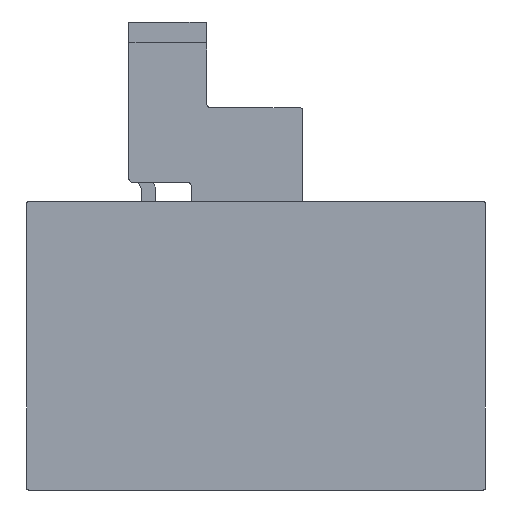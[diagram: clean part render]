
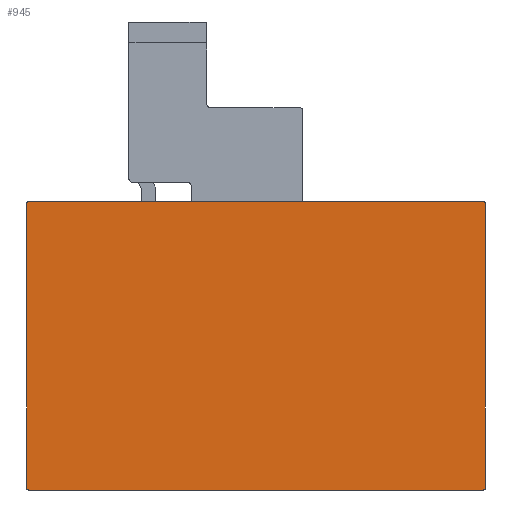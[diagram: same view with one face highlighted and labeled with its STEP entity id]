
A CAD part, front view. The second image highlights one B-rep face of the part: STEP entity #945.
In plain terms, the highlighted planar face has unit normal (0, -1, 0).
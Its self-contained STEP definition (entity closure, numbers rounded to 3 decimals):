
#14=CARTESIAN_POINT('',(-59.85,0.,-35.21));
#15=DIRECTION('',(0.,-1.,0.));
#16=DIRECTION('',(-1.,0.,0.));
#17=AXIS2_PLACEMENT_3D('',#14,#15,#16);
#19=DIRECTION('',(0.,0.,1.));
#20=VECTOR('',#19,74.8);
#21=CARTESIAN_POINT('',(-60.35,0.,-35.21));
#22=LINE('',#21,#20);
#23=CARTESIAN_POINT('',(-59.85,0.,39.59));
#24=DIRECTION('',(0.,-1.,0.));
#25=DIRECTION('',(0.,0.,1.));
#26=AXIS2_PLACEMENT_3D('',#23,#24,#25);
#28=DIRECTION('',(1.,0.,0.));
#29=VECTOR('',#28,119.7);
#30=CARTESIAN_POINT('',(-59.85,0.,40.09));
#31=LINE('',#30,#29);
#32=CARTESIAN_POINT('',(59.85,0.,39.59));
#33=DIRECTION('',(0.,-1.,0.));
#34=DIRECTION('',(1.,0.,0.));
#35=AXIS2_PLACEMENT_3D('',#32,#33,#34);
#37=DIRECTION('',(0.,0.,-1.));
#38=VECTOR('',#37,74.8);
#39=CARTESIAN_POINT('',(60.35,0.,39.59));
#40=LINE('',#39,#38);
#41=CARTESIAN_POINT('',(59.85,0.,-35.21));
#42=DIRECTION('',(0.,-1.,0.));
#43=DIRECTION('',(0.,0.,-1.));
#44=AXIS2_PLACEMENT_3D('',#41,#42,#43);
#46=DIRECTION('',(-1.,0.,0.));
#47=VECTOR('',#46,119.7);
#48=CARTESIAN_POINT('',(59.85,0.,-35.71));
#49=LINE('',#48,#47);
#834=CARTESIAN_POINT('',(-60.35,0.,-35.21));
#835=CARTESIAN_POINT('',(-59.85,0.,-35.71));
#836=VERTEX_POINT('',#834);
#837=VERTEX_POINT('',#835);
#838=CARTESIAN_POINT('',(-59.85,0.,40.09));
#839=CARTESIAN_POINT('',(-60.35,0.,39.59));
#840=VERTEX_POINT('',#838);
#841=VERTEX_POINT('',#839);
#842=CARTESIAN_POINT('',(60.35,0.,39.59));
#843=CARTESIAN_POINT('',(59.85,0.,40.09));
#844=VERTEX_POINT('',#842);
#845=VERTEX_POINT('',#843);
#846=CARTESIAN_POINT('',(59.85,0.,-35.71));
#847=CARTESIAN_POINT('',(60.35,0.,-35.21));
#848=VERTEX_POINT('',#846);
#849=VERTEX_POINT('',#847);
#922=CARTESIAN_POINT('',(0.,0.,0.));
#923=DIRECTION('',(0.,1.,0.));
#924=DIRECTION('',(1.,0.,0.));
#925=AXIS2_PLACEMENT_3D('',#922,#923,#924);
#926=PLANE('',#925);
#928=ORIENTED_EDGE('',*,*,#927,.F.);
#930=ORIENTED_EDGE('',*,*,#929,.T.);
#932=ORIENTED_EDGE('',*,*,#931,.F.);
#934=ORIENTED_EDGE('',*,*,#933,.T.);
#936=ORIENTED_EDGE('',*,*,#935,.F.);
#938=ORIENTED_EDGE('',*,*,#937,.T.);
#940=ORIENTED_EDGE('',*,*,#939,.F.);
#942=ORIENTED_EDGE('',*,*,#941,.T.);
#943=EDGE_LOOP('',(#928,#930,#932,#934,#936,#938,#940,#942));
#944=FACE_OUTER_BOUND('',#943,.F.);
#18=CIRCLE('',#17,0.5);
#27=CIRCLE('',#26,0.5);
#36=CIRCLE('',#35,0.5);
#45=CIRCLE('',#44,0.5);
#927=EDGE_CURVE('',#836,#837,#18,.T.);
#929=EDGE_CURVE('',#836,#841,#22,.T.);
#931=EDGE_CURVE('',#840,#841,#27,.T.);
#933=EDGE_CURVE('',#840,#845,#31,.T.);
#935=EDGE_CURVE('',#844,#845,#36,.T.);
#937=EDGE_CURVE('',#844,#849,#40,.T.);
#939=EDGE_CURVE('',#848,#849,#45,.T.);
#941=EDGE_CURVE('',#848,#837,#49,.T.);
#945=ADVANCED_FACE('',(#944),#926,.F.);
